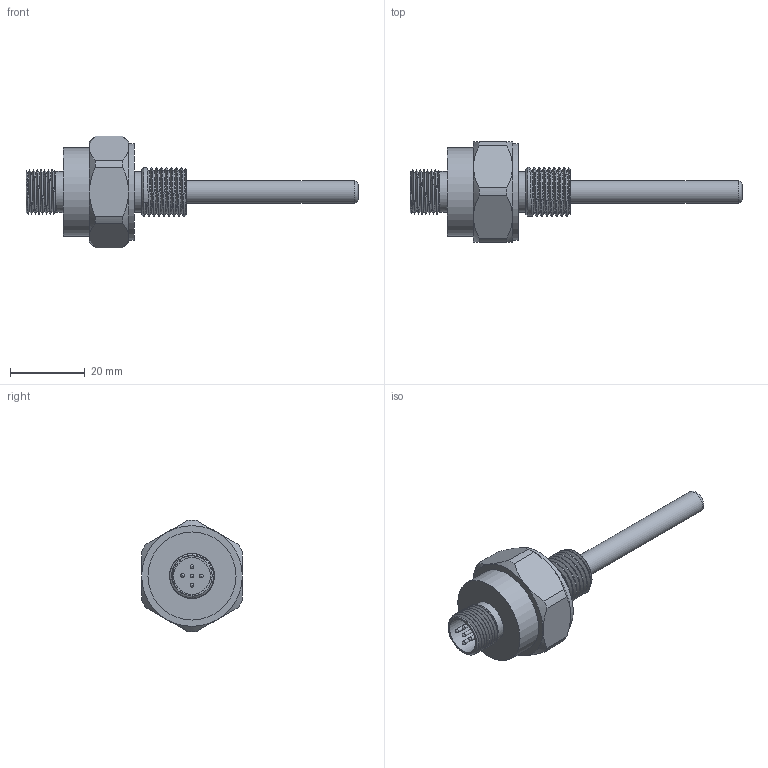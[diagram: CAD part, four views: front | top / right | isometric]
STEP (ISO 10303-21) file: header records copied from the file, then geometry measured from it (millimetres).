
FILE_DESCRIPTION(/* description */ (''),/* implementation_level */ '2;1');
FILE_NAME(/* name */ 'TM100-6025G14MM 探杆φ6.0探杆长度含螺纹60mm G14外螺纹M12航空插头.stp',/* time_stamp */ '2023-05-23T18:03:40+08:00',/* author */ (''),/* organization */ (''),/* preprocessor_version */ 'ST-DEVELOPER v16',/* originating_system */ 'SIEMENS PLM Software NX 10.0',/* authorisation */ '');
FILE_SCHEMA (('CONFIG_CONTROL_DESIGN'));
Length unit declared in the file: millimetre
Products named in the file (1): （3D）TM100-6-100G12MM-探杆直径6m
m-探杆长度不含螺纹100mm-G12外螺纹-
M12航空插头_stp
Bounding box: 89 x 27 x 29.99 mm (x, y, z)
Volume: 6646.9 mm3; surface area: 8365.9 mm2
Topology: 1 solids, 2 shells, 84 faces, 194 edges, 128 vertices
Faces by surface type: cylinder 29, plane 29, cone 16, sphere 5, bspline 4, torus 1
Full cylindrical faces by diameter (mm): 1 x10, 4 x1, 5.8 x1, 6 x1, 9.8 x1, 11 x2, 22.7 x1, 23.6 x1, 26 x1
Entity records: 4280 total; most frequent: CARTESIAN_POINT 2565, DIRECTION 334, ORIENTED_EDGE 294, AXIS2_PLACEMENT_3D 154, EDGE_CURVE 147, EDGE_LOOP 124, VERTEX_POINT 107, ADVANCED_FACE 84
